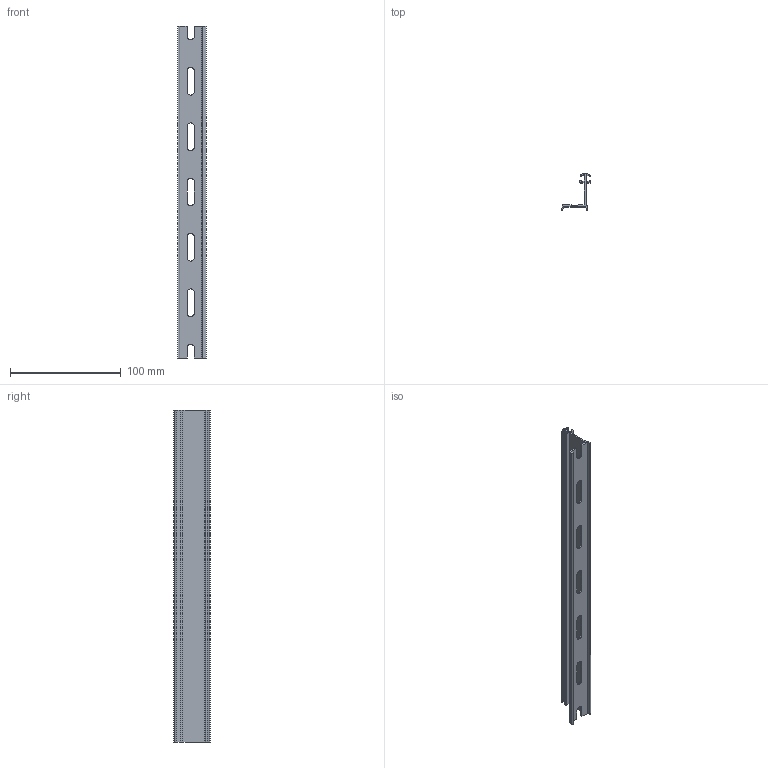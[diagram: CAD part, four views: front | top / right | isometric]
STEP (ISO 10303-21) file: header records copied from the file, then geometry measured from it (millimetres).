
FILE_DESCRIPTION (( 'STEP AP203' ), '1' );
FILE_NAME ('SEP-15E-1.STEP', '2020-09-28T14:14:51', ( '' ), ( '' ), 'SwSTEP 2.0', 'SolidWorks 2019', '' );
FILE_SCHEMA (( 'CONFIG_CONTROL_DESIGN' ));
Length unit declared in the file: inch
Products named in the file (1): SEP-15E-1
Bounding box: 26.15 x 33 x 300 mm (x, y, z)
Volume: 29043.7 mm3; surface area: 43346.3 mm2
Topology: 1 solids, 1 shells, 91 faces, 267 edges, 178 vertices
Faces by surface type: plane 46, cylinder 45
Entity records: 3150 total; most frequent: DIRECTION 541, CARTESIAN_POINT 537, ORIENTED_EDGE 534, EDGE_CURVE 267, AXIS2_PLACEMENT_3D 182, VERTEX_POINT 178, VECTOR 177, LINE 177
